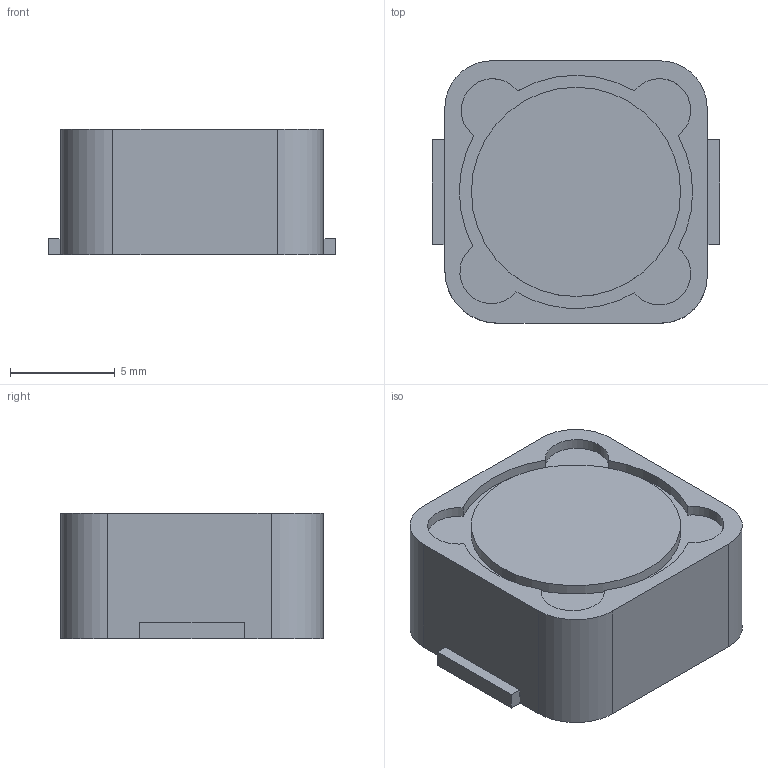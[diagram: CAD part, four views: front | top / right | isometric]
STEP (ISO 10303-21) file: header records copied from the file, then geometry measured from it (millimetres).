
FILE_DESCRIPTION(('FreeCAD Model'),'2;1');
FILE_NAME( '12.5x12.5_inductor.step', '2019-12-21T14:10:02',('Author'),(''), 'Open CASCADE STEP processor 7.3','FreeCAD','Unknown');
FILE_SCHEMA(('AUTOMOTIVE_DESIGN { 1 0 10303 214 1 1 1 1 }'));
Length unit declared in the file: millimetre
Products named in the file (3): Body001_(Mirror_#1); Body001; Pocket
Bounding box: 13.71 x 12.5 x 6 mm (x, y, z)
Volume: 918 mm3; surface area: 754.6 mm2
Topology: 3 solids, 3 shells, 37 faces, 87 edges, 58 vertices
Faces by surface type: plane 24, cylinder 13
Full cylindrical faces by diameter (mm): 9.971 x1
Entity records: 2307 total; most frequent: CARTESIAN_POINT 459, DIRECTION 346, LINE 209, VECTOR 209, ORIENTED_EDGE 174, PCURVE 174, DEFINITIONAL_REPRESENTATION 174, EDGE_CURVE 87
